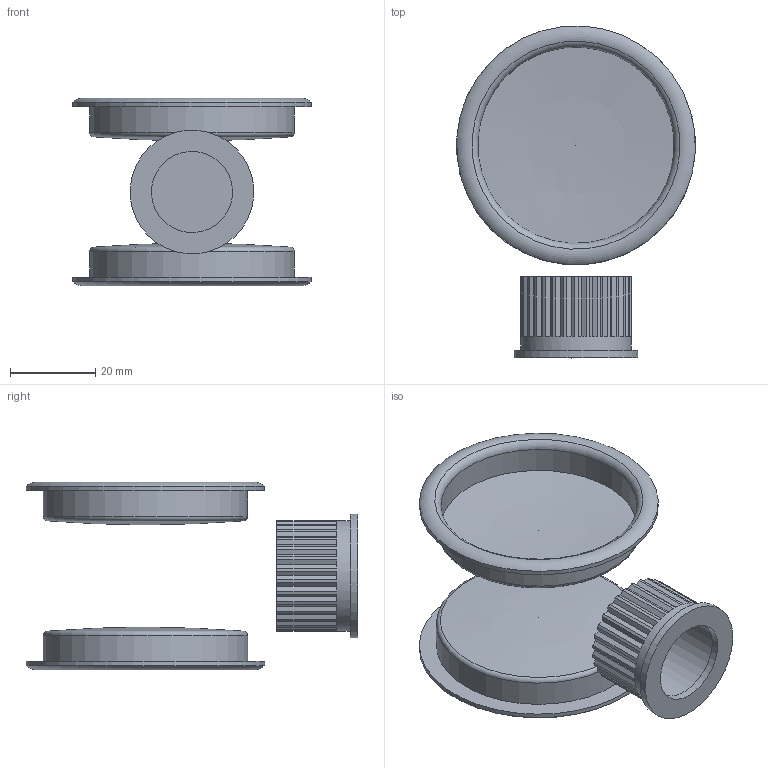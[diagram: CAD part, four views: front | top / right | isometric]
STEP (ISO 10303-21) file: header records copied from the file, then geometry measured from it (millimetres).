
FILE_DESCRIPTION(/* description */ (''),/* implementation_level */ '2;1');
FILE_NAME(/* name */ '1280.stp',/* time_stamp */ '2019-08-05T09:34:32+02:00',/* author */ ('DOMINIQUE'),/* organization */ (''),/* preprocessor_version */ 'ST-DEVELOPER v17.2',/* originating_system */ 'Autodesk Inventor 2019',/* authorisation */ '');
FILE_SCHEMA (('AUTOMOTIVE_DESIGN { 1 0 10303 214 3 1 1 }'));
Length unit declared in the file: millimetre
Products named in the file (3): 1280; 1280-1; 1280-2
Assembly tree (3 placements, depth 2):
  1280
    1280-1  x2
    1280-2
Bounding box: 55.9 x 77.75 x 44 mm (x, y, z)
Volume: 11708.5 mm3; surface area: 18804.1 mm2
Topology: 3 solids, 3 shells, 117 faces, 341 edges, 231 vertices
Faces by surface type: plane 97, cylinder 10, torus 6, sphere 4
Full cylindrical faces by diameter (mm): 19 x1, 22 x1, 26 x1, 29 x1, 46 x2, 48 x2, 56 x2
Entity records: 3710 total; most frequent: CARTESIAN_POINT 640, DIRECTION 637, ORIENTED_EDGE 626, EDGE_CURVE 313, LINE 217, VECTOR 217, VERTEX_POINT 213, AXIS2_PLACEMENT_3D 210
